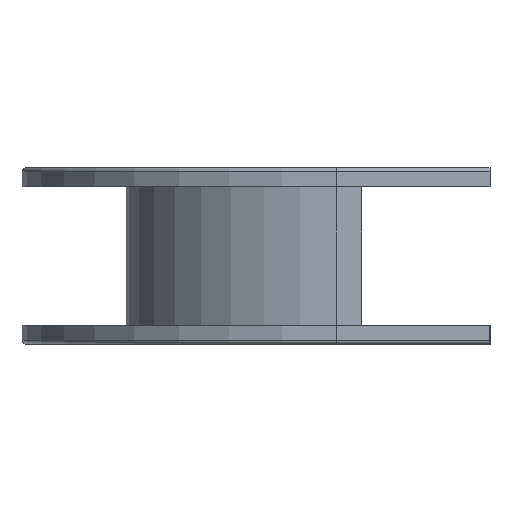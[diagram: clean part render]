
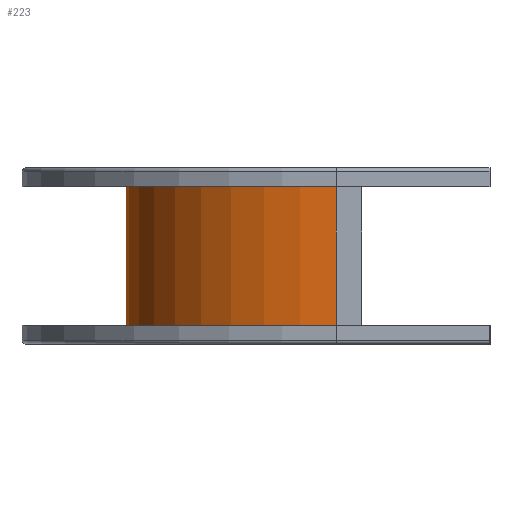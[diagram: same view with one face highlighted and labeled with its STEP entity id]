
A CAD part, front view. The second image highlights one B-rep face of the part: STEP entity #223.
In plain terms, the highlighted cylindrical face has radius 122.75 mm (diameter 245.5 mm), a partial arc.
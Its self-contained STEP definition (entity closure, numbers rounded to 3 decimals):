
#25=CARTESIAN_POINT('',(-15.,121.75,0.));
#26=DIRECTION('',(0.,0.,-1.));
#27=DIRECTION('',(0.,-1.,0.));
#28=AXIS2_PLACEMENT_3D('',#25,#26,#27);
#39=DIRECTION('',(0.,0.,-1.));
#40=VECTOR('',#39,101.5);
#41=CARTESIAN_POINT('',(-137.75,121.75,101.5));
#42=LINE('',#41,#40);
#43=DIRECTION('',(0.,0.,1.));
#44=VECTOR('',#43,101.5);
#45=CARTESIAN_POINT('',(-15.,-1.,0.));
#46=LINE('',#45,#44);
#71=CARTESIAN_POINT('',(-15.,121.75,101.5));
#72=DIRECTION('',(0.,0.,1.));
#73=DIRECTION('',(-1.,0.,0.));
#74=AXIS2_PLACEMENT_3D('',#71,#72,#73);
#121=CARTESIAN_POINT('',(-15.,-1.,101.5));
#122=VERTEX_POINT('',#121);
#127=CARTESIAN_POINT('',(-137.75,121.75,101.5));
#128=VERTEX_POINT('',#127);
#129=CARTESIAN_POINT('',(-137.75,121.75,0.));
#131=VERTEX_POINT('',#129);
#135=CARTESIAN_POINT('',(-15.,-1.,0.));
#136=VERTEX_POINT('',#135);
#209=CARTESIAN_POINT('',(-15.,121.75,101.5));
#210=DIRECTION('',(0.,0.,-1.));
#211=DIRECTION('',(-1.,0.,0.));
#212=AXIS2_PLACEMENT_3D('',#209,#210,#211);
#213=CYLINDRICAL_SURFACE('',#212,122.75);
#214=ORIENTED_EDGE('',*,*,#201,.T.);
#216=ORIENTED_EDGE('',*,*,#215,.F.);
#218=ORIENTED_EDGE('',*,*,#217,.T.);
#220=ORIENTED_EDGE('',*,*,#219,.F.);
#221=EDGE_LOOP('',(#214,#216,#218,#220));
#222=FACE_OUTER_BOUND('',#221,.F.);
#223=ADVANCED_FACE('',(#222),#213,.T.);
#29=CIRCLE('',#28,122.75);
#75=CIRCLE('',#74,122.75);
#201=EDGE_CURVE('',#136,#131,#29,.T.);
#215=EDGE_CURVE('',#128,#131,#42,.T.);
#217=EDGE_CURVE('',#128,#122,#75,.T.);
#219=EDGE_CURVE('',#136,#122,#46,.T.);
